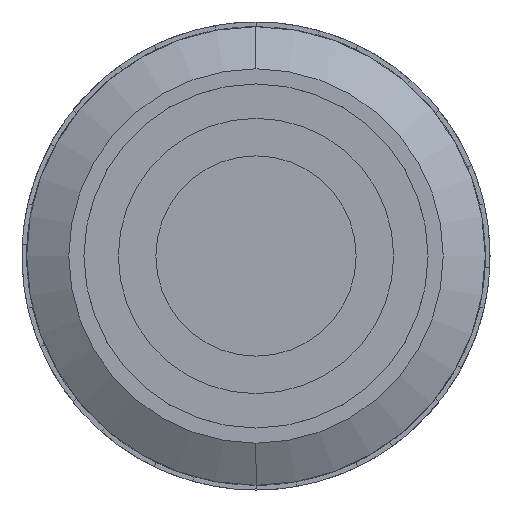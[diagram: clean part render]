
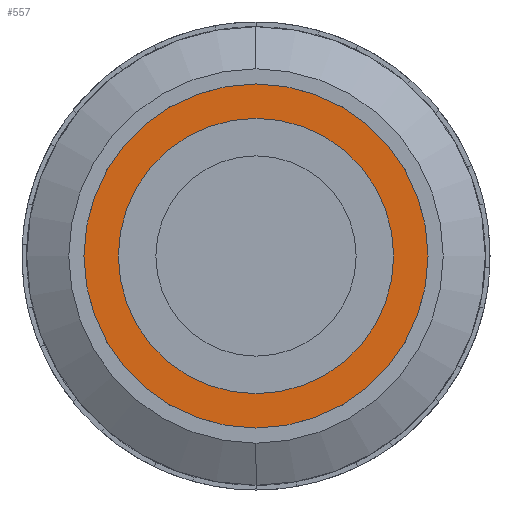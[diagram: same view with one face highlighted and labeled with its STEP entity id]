
A CAD part, left-side view. The second image highlights one B-rep face of the part: STEP entity #557.
In plain terms, the highlighted planar face has unit normal (-1, 0, 0).
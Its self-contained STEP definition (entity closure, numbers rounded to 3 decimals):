
#557=ADVANCED_FACE('',(#1167,#1168),#1169,.T.);
#1167=FACE_BOUND('',#1825,.T.);
#1168=FACE_OUTER_BOUND('',#1826,.T.);
#1169=PLANE('',#1827);
#1825=EDGE_LOOP('',(#3504,#3505));
#1826=EDGE_LOOP('',(#3506,#3507));
#1827=AXIS2_PLACEMENT_3D('',#3508,#3509,#3510);
#3504=ORIENTED_EDGE('',*,*,#3994,.T.);
#3505=ORIENTED_EDGE('',*,*,#4538,.T.);
#3506=ORIENTED_EDGE('',*,*,#3979,.T.);
#3507=ORIENTED_EDGE('',*,*,#4550,.T.);
#3508=CARTESIAN_POINT('',(-157.5,0.0,0.0));
#3509=DIRECTION('',(-1.0,0.0,0.0));
#3510=DIRECTION('',(0.0,0.0,-1.0));
#3979=EDGE_CURVE('',#4783,#4787,#4789,.T.);
#3994=EDGE_CURVE('',#4810,#4814,#4816,.T.);
#4538=EDGE_CURVE('',#4814,#4810,#5620,.T.);
#4550=EDGE_CURVE('',#4787,#4783,#5632,.T.);
#4783=VERTEX_POINT('',#5926);
#4787=VERTEX_POINT('',#5931);
#4789=CIRCLE('',#5934,68.74);
#4810=VERTEX_POINT('',#5959);
#4814=VERTEX_POINT('',#5964);
#4816=CIRCLE('',#5967,55.0);
#5620=CIRCLE('',#7019,55.0);
#5632=CIRCLE('',#7031,68.74);
#5926=CARTESIAN_POINT('',(-157.5,0.0,-68.74));
#5931=CARTESIAN_POINT('',(-157.5,0.,68.74));
#5934=AXIS2_PLACEMENT_3D('',#7366,#7367,#7368);
#5959=CARTESIAN_POINT('',(-157.5,0.0,55.0));
#5964=CARTESIAN_POINT('',(-157.5,0.,-55.0));
#5967=AXIS2_PLACEMENT_3D('',#7390,#7391,#7392);
#7019=AXIS2_PLACEMENT_3D('',#8091,#8092,#8093);
#7031=AXIS2_PLACEMENT_3D('',#8112,#8113,#8114);
#7366=CARTESIAN_POINT('',(-157.5,0.0,0.0));
#7367=DIRECTION('',(-1.0,0.0,0.0));
#7368=DIRECTION('',(0.0,0.0,-1.0));
#7390=CARTESIAN_POINT('',(-157.5,0.0,0.0));
#7391=DIRECTION('',(1.0,0.0,-0.0));
#7392=DIRECTION('',(0.0,0.0,1.0));
#8091=CARTESIAN_POINT('',(-157.5,0.0,0.0));
#8092=DIRECTION('',(1.0,0.0,-0.0));
#8093=DIRECTION('',(0.0,0.0,1.0));
#8112=CARTESIAN_POINT('',(-157.5,0.0,0.0));
#8113=DIRECTION('',(-1.0,0.0,0.0));
#8114=DIRECTION('',(0.0,0.0,-1.0));
